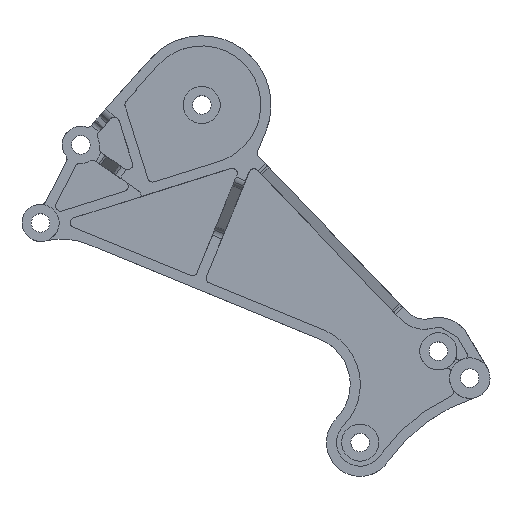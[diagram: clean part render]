
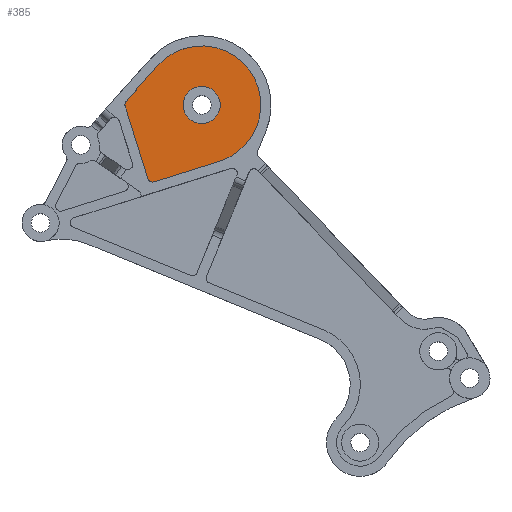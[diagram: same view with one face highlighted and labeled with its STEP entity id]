
A CAD part, top view. The second image highlights one B-rep face of the part: STEP entity #385.
In plain terms, the highlighted planar face has unit normal (0, 0, 1).
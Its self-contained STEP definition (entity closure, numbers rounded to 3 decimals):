
#103=CARTESIAN_POINT('POINT9',(10.625,
   2.847,70.5));
#104=VERTEX_POINT('VERTEX9',#103);
#113=CARTESIAN_POINT('POINT11',(-10.625,
   -2.847,70.5));
#114=VERTEX_POINT('VERTEX11',#113);
#115=CARTESIAN_POINT('POS12',(0.,
   0.,70.5));
#116=DIRECTION('DIR18',(0.,0.,
   1.));
#117=DIRECTION('DIR19',(0.966,0.259,
   0.));
#118=AXIS2_PLACEMENT_3D('AXIS7',#115,#116,#117);
#119=CIRCLE('ELLIPSE5',#118,11.);
#120=EDGE_CURVE('EDGE14',#114,#104,#119,.F.);
#149=EDGE_CURVE('EDGE18',#104,#114,#119,.F.);
#319=ORIENTED_EDGE('COEDGE50',*,*,#149,.T.);
#320=ORIENTED_EDGE('COEDGE51',*,*,#120,.T.);
#321=EDGE_LOOP('NONE',(#319,#320));
#322=FACE_BOUND('LOOP1',#321,.T.);
#323=CARTESIAN_POINT('POINT28',(-31.927,
   -43.553,70.5));
#324=VERTEX_POINT('VERTEX28',#323);
#325=CARTESIAN_POINT('POINT29',(-28.167,
   -45.518,70.5));
#326=VERTEX_POINT('VERTEX29',#325);
#327=CARTESIAN_POINT('POS29',(-29.065,
   -42.655,70.5));
#328=DIRECTION('DIR51',(0.,0.,
   -1.));
#329=DIRECTION('DIR52',(-0.954,-0.299,
   0.));
#330=AXIS2_PLACEMENT_3D('AXIS23',#327,#328,#329);
#331=CIRCLE('ELLIPSE14',#330,3.);
#332=EDGE_CURVE('EDGE34',#324,#326,#331,.F.);
#333=ORIENTED_EDGE('COEDGE52',*,*,#332,.T.);
#334=CARTESIAN_POINT('POINT30',(10.476,
   -33.395,70.5));
#335=VERTEX_POINT('VERTEX30',#334);
#336=CARTESIAN_POINT('POS30',(-2.966,
   -37.612,70.5));
#337=DIRECTION('DIR53',(-0.954,-0.299,
   0.));
#338=VECTOR('VEC7',#337,1.);
#339=LINE('STRAIGHT7',#336,#338);
#340=EDGE_CURVE('EDGE35',#326,#335,#339,.F.);
#341=ORIENTED_EDGE('COEDGE53',*,*,#340,.T.);
#342=CARTESIAN_POINT('POINT31',(-10.476,
   33.395,70.5));
#343=VERTEX_POINT('VERTEX31',#342);
#344=CARTESIAN_POINT('POS31',(0.,
   0.,70.5));
#345=DIRECTION('DIR54',(0.,0.,
   -1.));
#346=DIRECTION('DIR55',(0.299,-0.954,
   0.));
#347=AXIS2_PLACEMENT_3D('AXIS24',#344,#345,#346);
#348=CIRCLE('ELLIPSE15',#347,35.);
#349=EDGE_CURVE('EDGE36',#335,#343,#348,.F.);
#350=ORIENTED_EDGE('COEDGE54',*,*,#349,.T.);
#351=CARTESIAN_POINT('POINT32',(-26.174,
   23.236,70.5));
#352=VERTEX_POINT('VERTEX32',#351);
#353=EDGE_CURVE('EDGE37',#343,#352,#348,.F.);
#354=ORIENTED_EDGE('COEDGE55',*,*,#353,.T.);
#355=CARTESIAN_POINT('POINT33',(-44.78,
   2.279,70.5));
#356=VERTEX_POINT('VERTEX33',#355);
#357=CARTESIAN_POINT('POS32',(-44.713,
   2.354,70.5));
#358=DIRECTION('DIR56',(0.664,0.748,
   0.));
#359=VECTOR('VEC8',#358,1.);
#360=LINE('STRAIGHT8',#357,#359);
#361=EDGE_CURVE('EDGE38',#352,#356,#360,.F.);
#362=ORIENTED_EDGE('COEDGE56',*,*,#361,.T.);
#363=CARTESIAN_POINT('POINT34',(-45.399,
   -0.611,70.5));
#364=VERTEX_POINT('VERTEX34',#363);
#365=CARTESIAN_POINT('POS33',(-42.536,
   0.287,70.5));
#366=DIRECTION('DIR57',(0.,0.,
   -1.));
#367=DIRECTION('DIR58',(-0.748,0.664,
   0.));
#368=AXIS2_PLACEMENT_3D('AXIS25',#365,#366,#367);
#369=CIRCLE('ELLIPSE16',#368,3.);
#370=EDGE_CURVE('EDGE39',#356,#364,#369,.F.);
#371=ORIENTED_EDGE('COEDGE57',*,*,#370,.T.);
#372=CARTESIAN_POINT('POS34',(-35.65,
   -31.686,70.5));
#373=DIRECTION('DIR59',(-0.299,0.954,
   0.));
#374=VECTOR('VEC9',#373,1.);
#375=LINE('STRAIGHT9',#372,#374);
#376=EDGE_CURVE('EDGE40',#364,#324,#375,.F.);
#377=ORIENTED_EDGE('COEDGE58',*,*,#376,.T.);
#378=EDGE_LOOP('NONE',(#333,#341,#350,#354,#362,#371,#377));
#379=FACE_BOUND('LOOP1',#378,.T.);
#380=CARTESIAN_POINT('POS35',(-24.751,
   -15.232,70.5));
#381=DIRECTION('DIR60',(0.,0.,
   -1.));
#382=DIRECTION('DIR61',(1.,0.,
   0.));
#383=AXIS2_PLACEMENT_3D('AXIS26',#380,#381,#382);
#384=PLANE('PLANE7',#383);
#385=ADVANCED_FACE('FACE13',(#322,#379),#384,.F.);
